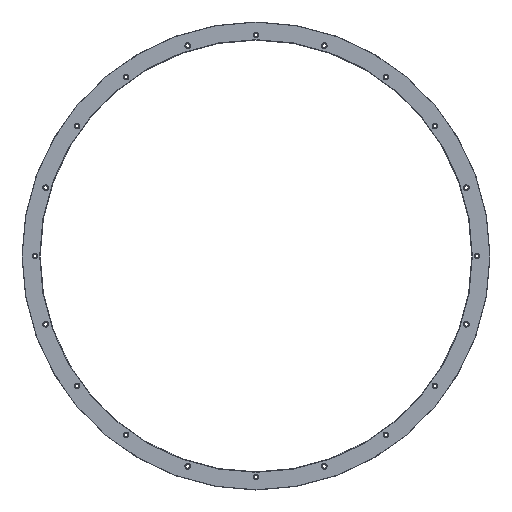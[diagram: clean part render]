
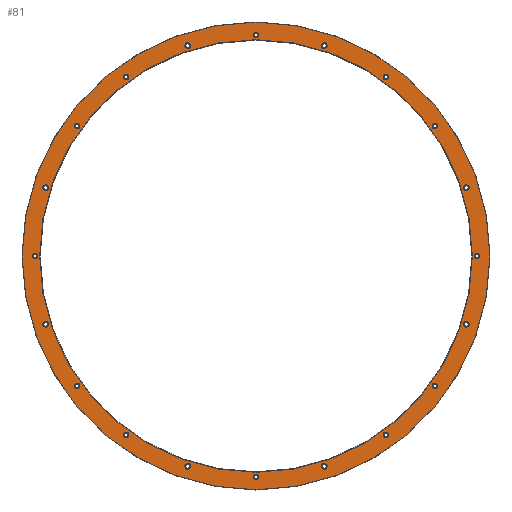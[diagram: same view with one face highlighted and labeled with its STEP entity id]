
A CAD part, top view. The second image highlights one B-rep face of the part: STEP entity #81.
In plain terms, the highlighted planar face has unit normal (0, 0, 1).
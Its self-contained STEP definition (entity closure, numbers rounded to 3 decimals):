
#81=ADVANCED_FACE('',(#172,#173,#174,#175,#176,#177,#178,#179,#180,#181,
#182,#183,#184,#185,#186,#187,#188,#189,#190,#191,#192,#193),#150,.T.);
#150=PLANE('',#996);
#172=FACE_BOUND('',#350,.T.);
#173=FACE_BOUND('',#351,.T.);
#174=FACE_BOUND('',#352,.T.);
#175=FACE_BOUND('',#353,.T.);
#176=FACE_BOUND('',#354,.T.);
#177=FACE_BOUND('',#355,.T.);
#178=FACE_BOUND('',#356,.T.);
#179=FACE_BOUND('',#357,.T.);
#180=FACE_BOUND('',#358,.T.);
#181=FACE_BOUND('',#359,.T.);
#182=FACE_BOUND('',#360,.T.);
#183=FACE_BOUND('',#361,.T.);
#184=FACE_BOUND('',#362,.T.);
#185=FACE_BOUND('',#363,.T.);
#186=FACE_BOUND('',#364,.T.);
#187=FACE_BOUND('',#365,.T.);
#188=FACE_BOUND('',#366,.T.);
#189=FACE_BOUND('',#367,.T.);
#190=FACE_BOUND('',#368,.T.);
#191=FACE_BOUND('',#369,.T.);
#192=FACE_BOUND('',#370,.T.);
#193=FACE_BOUND('',#371,.T.);
#350=EDGE_LOOP('',(#528));
#351=EDGE_LOOP('',(#529));
#352=EDGE_LOOP('',(#530));
#353=EDGE_LOOP('',(#531));
#354=EDGE_LOOP('',(#532));
#355=EDGE_LOOP('',(#533));
#356=EDGE_LOOP('',(#534));
#357=EDGE_LOOP('',(#535));
#358=EDGE_LOOP('',(#536));
#359=EDGE_LOOP('',(#537));
#360=EDGE_LOOP('',(#538));
#361=EDGE_LOOP('',(#539));
#362=EDGE_LOOP('',(#540));
#363=EDGE_LOOP('',(#541));
#364=EDGE_LOOP('',(#542));
#365=EDGE_LOOP('',(#543));
#366=EDGE_LOOP('',(#544));
#367=EDGE_LOOP('',(#545));
#368=EDGE_LOOP('',(#546));
#369=EDGE_LOOP('',(#547));
#370=EDGE_LOOP('',(#548));
#371=EDGE_LOOP('',(#549));
#528=ORIENTED_EDGE('',*,*,#795,.T.);
#529=ORIENTED_EDGE('',*,*,#796,.T.);
#530=ORIENTED_EDGE('',*,*,#797,.T.);
#531=ORIENTED_EDGE('',*,*,#798,.T.);
#532=ORIENTED_EDGE('',*,*,#799,.T.);
#533=ORIENTED_EDGE('',*,*,#800,.T.);
#534=ORIENTED_EDGE('',*,*,#801,.T.);
#535=ORIENTED_EDGE('',*,*,#802,.T.);
#536=ORIENTED_EDGE('',*,*,#803,.T.);
#537=ORIENTED_EDGE('',*,*,#804,.T.);
#538=ORIENTED_EDGE('',*,*,#805,.T.);
#539=ORIENTED_EDGE('',*,*,#806,.T.);
#540=ORIENTED_EDGE('',*,*,#807,.T.);
#541=ORIENTED_EDGE('',*,*,#808,.T.);
#542=ORIENTED_EDGE('',*,*,#809,.T.);
#543=ORIENTED_EDGE('',*,*,#810,.T.);
#544=ORIENTED_EDGE('',*,*,#811,.T.);
#545=ORIENTED_EDGE('',*,*,#812,.T.);
#546=ORIENTED_EDGE('',*,*,#813,.T.);
#547=ORIENTED_EDGE('',*,*,#814,.T.);
#548=ORIENTED_EDGE('',*,*,#815,.T.);
#549=ORIENTED_EDGE('',*,*,#816,.T.);
#706=VERTEX_POINT('',#1452);
#707=VERTEX_POINT('',#1454);
#708=VERTEX_POINT('',#1456);
#709=VERTEX_POINT('',#1458);
#710=VERTEX_POINT('',#1460);
#711=VERTEX_POINT('',#1462);
#712=VERTEX_POINT('',#1464);
#713=VERTEX_POINT('',#1466);
#714=VERTEX_POINT('',#1468);
#715=VERTEX_POINT('',#1470);
#716=VERTEX_POINT('',#1472);
#717=VERTEX_POINT('',#1474);
#718=VERTEX_POINT('',#1476);
#719=VERTEX_POINT('',#1478);
#720=VERTEX_POINT('',#1480);
#721=VERTEX_POINT('',#1482);
#722=VERTEX_POINT('',#1484);
#723=VERTEX_POINT('',#1486);
#724=VERTEX_POINT('',#1488);
#725=VERTEX_POINT('',#1490);
#726=VERTEX_POINT('',#1492);
#727=VERTEX_POINT('',#1494);
#795=EDGE_CURVE('',#706,#706,#884,.T.);
#796=EDGE_CURVE('',#707,#707,#885,.T.);
#797=EDGE_CURVE('',#708,#708,#886,.T.);
#798=EDGE_CURVE('',#709,#709,#887,.T.);
#799=EDGE_CURVE('',#710,#710,#888,.T.);
#800=EDGE_CURVE('',#711,#711,#889,.T.);
#801=EDGE_CURVE('',#712,#712,#890,.T.);
#802=EDGE_CURVE('',#713,#713,#891,.T.);
#803=EDGE_CURVE('',#714,#714,#892,.T.);
#804=EDGE_CURVE('',#715,#715,#893,.T.);
#805=EDGE_CURVE('',#716,#716,#894,.T.);
#806=EDGE_CURVE('',#717,#717,#895,.T.);
#807=EDGE_CURVE('',#718,#718,#896,.T.);
#808=EDGE_CURVE('',#719,#719,#897,.T.);
#809=EDGE_CURVE('',#720,#720,#898,.T.);
#810=EDGE_CURVE('',#721,#721,#899,.T.);
#811=EDGE_CURVE('',#722,#722,#900,.T.);
#812=EDGE_CURVE('',#723,#723,#901,.T.);
#813=EDGE_CURVE('',#724,#724,#902,.T.);
#814=EDGE_CURVE('',#725,#725,#903,.T.);
#815=EDGE_CURVE('',#726,#726,#904,.T.);
#816=EDGE_CURVE('',#727,#727,#905,.T.);
#884=CIRCLE('',#974,3.);
#885=CIRCLE('',#975,3.);
#886=CIRCLE('',#976,3.);
#887=CIRCLE('',#977,3.);
#888=CIRCLE('',#978,3.);
#889=CIRCLE('',#979,3.);
#890=CIRCLE('',#980,3.);
#891=CIRCLE('',#981,3.);
#892=CIRCLE('',#982,3.);
#893=CIRCLE('',#983,3.);
#894=CIRCLE('',#984,3.);
#895=CIRCLE('',#985,3.);
#896=CIRCLE('',#986,3.);
#897=CIRCLE('',#987,3.);
#898=CIRCLE('',#988,3.);
#899=CIRCLE('',#989,3.);
#900=CIRCLE('',#990,3.);
#901=CIRCLE('',#991,3.);
#902=CIRCLE('',#992,3.);
#903=CIRCLE('',#993,3.);
#904=CIRCLE('',#994,226.);
#905=CIRCLE('',#995,244.26);
#974=AXIS2_PLACEMENT_3D('',#1451,#1134,#1135);
#975=AXIS2_PLACEMENT_3D('',#1453,#1136,#1137);
#976=AXIS2_PLACEMENT_3D('',#1455,#1138,#1139);
#977=AXIS2_PLACEMENT_3D('',#1457,#1140,#1141);
#978=AXIS2_PLACEMENT_3D('',#1459,#1142,#1143);
#979=AXIS2_PLACEMENT_3D('',#1461,#1144,#1145);
#980=AXIS2_PLACEMENT_3D('',#1463,#1146,#1147);
#981=AXIS2_PLACEMENT_3D('',#1465,#1148,#1149);
#982=AXIS2_PLACEMENT_3D('',#1467,#1150,#1151);
#983=AXIS2_PLACEMENT_3D('',#1469,#1152,#1153);
#984=AXIS2_PLACEMENT_3D('',#1471,#1154,#1155);
#985=AXIS2_PLACEMENT_3D('',#1473,#1156,#1157);
#986=AXIS2_PLACEMENT_3D('',#1475,#1158,#1159);
#987=AXIS2_PLACEMENT_3D('',#1477,#1160,#1161);
#988=AXIS2_PLACEMENT_3D('',#1479,#1162,#1163);
#989=AXIS2_PLACEMENT_3D('',#1481,#1164,#1165);
#990=AXIS2_PLACEMENT_3D('',#1483,#1166,#1167);
#991=AXIS2_PLACEMENT_3D('',#1485,#1168,#1169);
#992=AXIS2_PLACEMENT_3D('',#1487,#1170,#1171);
#993=AXIS2_PLACEMENT_3D('',#1489,#1172,#1173);
#994=AXIS2_PLACEMENT_3D('',#1491,#1174,#1175);
#995=AXIS2_PLACEMENT_3D('',#1493,#1176,#1177);
#996=AXIS2_PLACEMENT_3D('',#1495,#1178,#1179);
#1134=DIRECTION('',(0.,0.,-1.));
#1135=DIRECTION('',(-0.951,0.309,0.));
#1136=DIRECTION('',(0.,0.,-1.));
#1137=DIRECTION('',(-0.809,0.588,0.));
#1138=DIRECTION('',(0.,0.,-1.));
#1139=DIRECTION('',(-0.588,0.809,0.));
#1140=DIRECTION('',(0.,0.,-1.));
#1141=DIRECTION('',(-0.309,0.951,0.));
#1142=DIRECTION('',(0.,0.,-1.));
#1143=DIRECTION('',(0.,1.,0.));
#1144=DIRECTION('',(0.,0.,-1.));
#1145=DIRECTION('',(0.309,0.951,0.));
#1146=DIRECTION('',(0.,0.,-1.));
#1147=DIRECTION('',(0.588,0.809,0.));
#1148=DIRECTION('',(0.,0.,-1.));
#1149=DIRECTION('',(0.809,0.588,0.));
#1150=DIRECTION('',(0.,0.,-1.));
#1151=DIRECTION('',(0.951,0.309,0.));
#1152=DIRECTION('',(0.,0.,-1.));
#1153=DIRECTION('',(1.,0.,0.));
#1154=DIRECTION('',(0.,0.,-1.));
#1155=DIRECTION('',(0.951,-0.309,0.));
#1156=DIRECTION('',(0.,0.,-1.));
#1157=DIRECTION('',(0.809,-0.588,0.));
#1158=DIRECTION('',(0.,0.,-1.));
#1159=DIRECTION('',(0.588,-0.809,0.));
#1160=DIRECTION('',(0.,0.,-1.));
#1161=DIRECTION('',(0.309,-0.951,0.));
#1162=DIRECTION('',(0.,0.,-1.));
#1163=DIRECTION('',(0.,-1.,0.));
#1164=DIRECTION('',(0.,0.,-1.));
#1165=DIRECTION('',(-0.309,-0.951,0.));
#1166=DIRECTION('',(0.,0.,-1.));
#1167=DIRECTION('',(-0.588,-0.809,0.));
#1168=DIRECTION('',(0.,0.,-1.));
#1169=DIRECTION('',(-0.809,-0.588,0.));
#1170=DIRECTION('',(0.,0.,-1.));
#1171=DIRECTION('',(-0.951,-0.309,0.));
#1172=DIRECTION('',(0.,0.,-1.));
#1173=DIRECTION('',(-1.,0.,0.));
#1174=DIRECTION('',(0.,0.,-1.));
#1175=DIRECTION('',(1.,0.,0.));
#1176=DIRECTION('',(0.,0.,1.));
#1177=DIRECTION('',(1.,0.,0.));
#1178=DIRECTION('',(0.,0.,1.));
#1179=DIRECTION('',(1.,0.,0.));
#1451=CARTESIAN_POINT('',(-71.383,-219.694,10.));
#1452=CARTESIAN_POINT('',(-74.236,-218.767,10.));
#1453=CARTESIAN_POINT('',(-135.778,-186.883,10.));
#1454=CARTESIAN_POINT('',(-138.205,-185.12,10.));
#1455=CARTESIAN_POINT('',(-186.883,-135.778,10.));
#1456=CARTESIAN_POINT('',(-188.646,-133.351,10.));
#1457=CARTESIAN_POINT('',(-219.694,-71.383,10.));
#1458=CARTESIAN_POINT('',(-220.621,-68.53,10.));
#1459=CARTESIAN_POINT('',(-231.,0.,10.));
#1460=CARTESIAN_POINT('',(-231.,3.,10.));
#1461=CARTESIAN_POINT('',(-219.694,71.383,10.));
#1462=CARTESIAN_POINT('',(-218.767,74.236,10.));
#1463=CARTESIAN_POINT('',(-186.883,135.778,10.));
#1464=CARTESIAN_POINT('',(-185.12,138.205,10.));
#1465=CARTESIAN_POINT('',(-135.778,186.883,10.));
#1466=CARTESIAN_POINT('',(-133.351,188.646,10.));
#1467=CARTESIAN_POINT('',(-71.383,219.694,10.));
#1468=CARTESIAN_POINT('',(-68.53,220.621,10.));
#1469=CARTESIAN_POINT('',(0.,231.,10.));
#1470=CARTESIAN_POINT('',(3.,231.,10.));
#1471=CARTESIAN_POINT('',(71.383,219.694,10.));
#1472=CARTESIAN_POINT('',(74.236,218.767,10.));
#1473=CARTESIAN_POINT('',(135.778,186.883,10.));
#1474=CARTESIAN_POINT('',(138.205,185.12,10.));
#1475=CARTESIAN_POINT('',(186.883,135.778,10.));
#1476=CARTESIAN_POINT('',(188.646,133.351,10.));
#1477=CARTESIAN_POINT('',(219.694,71.383,10.));
#1478=CARTESIAN_POINT('',(220.621,68.53,10.));
#1479=CARTESIAN_POINT('',(231.,0.,10.));
#1480=CARTESIAN_POINT('',(231.,-3.,10.));
#1481=CARTESIAN_POINT('',(219.694,-71.383,10.));
#1482=CARTESIAN_POINT('',(218.767,-74.236,10.));
#1483=CARTESIAN_POINT('',(186.883,-135.778,10.));
#1484=CARTESIAN_POINT('',(185.12,-138.205,10.));
#1485=CARTESIAN_POINT('',(135.778,-186.883,10.));
#1486=CARTESIAN_POINT('',(133.351,-188.646,10.));
#1487=CARTESIAN_POINT('',(71.383,-219.694,10.));
#1488=CARTESIAN_POINT('',(68.53,-220.621,10.));
#1489=CARTESIAN_POINT('',(0.,-231.,10.));
#1490=CARTESIAN_POINT('',(-3.,-231.,10.));
#1491=CARTESIAN_POINT('',(0.,0.,10.));
#1492=CARTESIAN_POINT('',(226.,0.,10.));
#1493=CARTESIAN_POINT('',(0.,0.,10.));
#1494=CARTESIAN_POINT('',(244.26,0.,10.));
#1495=CARTESIAN_POINT('',(0.,0.,10.));
